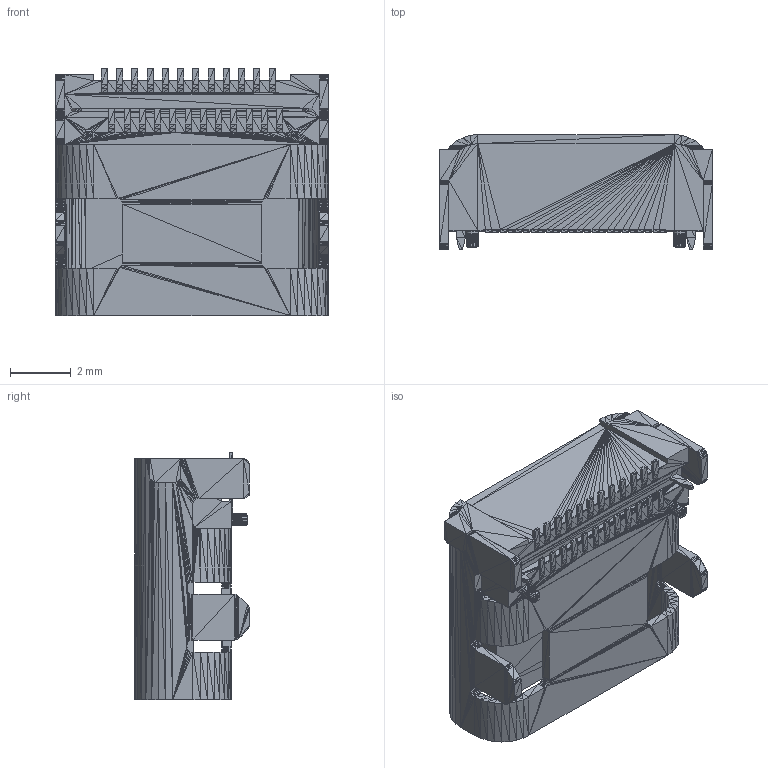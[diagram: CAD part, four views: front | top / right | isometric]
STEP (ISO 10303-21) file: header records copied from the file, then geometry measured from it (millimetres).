
FILE_DESCRIPTION(('FreeCAD Model'),'2;1');
FILE_NAME('Open CASCADE Shape Model','2024-03-05T16:19:44',(''),(''), 'Open CASCADE STEP processor 7.6','FreeCAD','Unknown');
FILE_SCHEMA(('AUTOMOTIVE_DESIGN { 1 0 10303 214 1 1 1 1 }'));
Length unit declared in the file: millimetre
Products named in the file (1): USBC001
Bounding box: 8.94 x 3.76 x 8.1 mm (x, y, z)
Surface area: 491.3 mm2 (no closed solid volume)
Topology: 0 solids, 2 shells, 2804 faces, 4206 edges, 1400 vertices
Faces by surface type: plane 2804
Entity records: 54715 total; most frequent: DIRECTION 9816, ORIENTED_EDGE 8412, CARTESIAN_POINT 8411, EDGE_CURVE 4206, LINE 4206, VECTOR 4206, AXIS2_PLACEMENT_3D 2805, ADVANCED_FACE 2804
